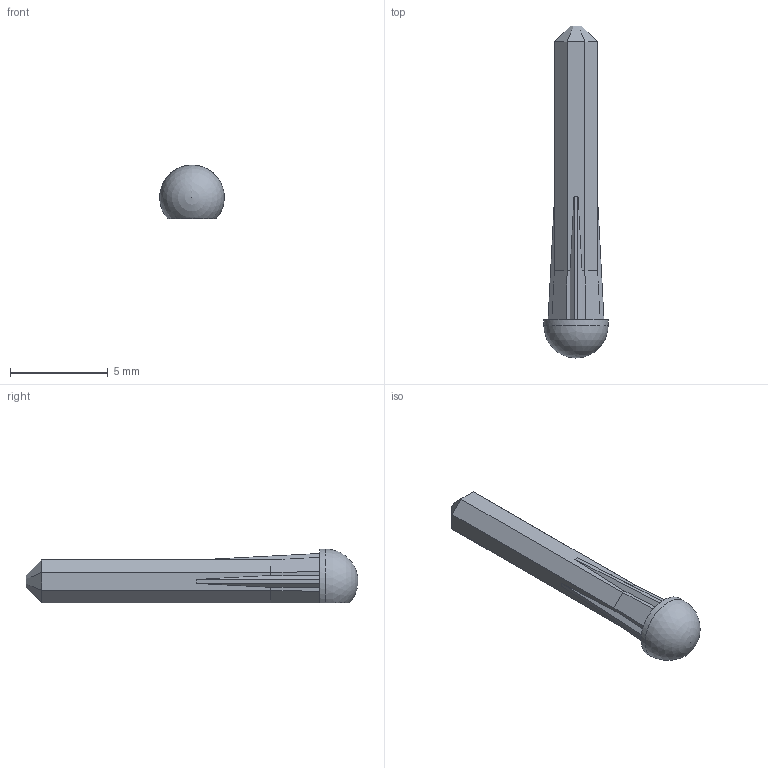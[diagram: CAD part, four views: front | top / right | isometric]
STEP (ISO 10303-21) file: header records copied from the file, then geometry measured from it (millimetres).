
FILE_DESCRIPTION(/* description */ (''),/* implementation_level */ '2;1');
FILE_NAME(/* name */ 'Rocket_Switch_Interface_Light_Pipe_3DP.step',/* time_stamp */ '2025-05-08T11:53:31-06:00',/* author */ (''),/* organization */ (''),/* preprocessor_version */ 'ST-DEVELOPER v20.1',/* originating_system */ 'Autodesk Translation Framework v14.4.0.0',/* authorisation */ '');
FILE_SCHEMA (('AUTOMOTIVE_DESIGN { 1 0 10303 214 3 1 1 }'));
Length unit declared in the file: millimetre
Products named in the file (1): Rocket_Switch_Interface_Light_Pipe_3DP
Bounding box: 3.3 x 16.95 x 2.74 mm (x, y, z)
Volume: 70.9 mm3; surface area: 133.9 mm2
Topology: 1 solids, 1 shells, 39 faces, 100 edges, 62 vertices
Faces by surface type: plane 37, cylinder 1, sphere 1
Entity records: 1164 total; most frequent: CARTESIAN_POINT 201, ORIENTED_EDGE 198, DIRECTION 184, EDGE_CURVE 99, LINE 94, VECTOR 94, VERTEX_POINT 62, AXIS2_PLACEMENT_3D 45
